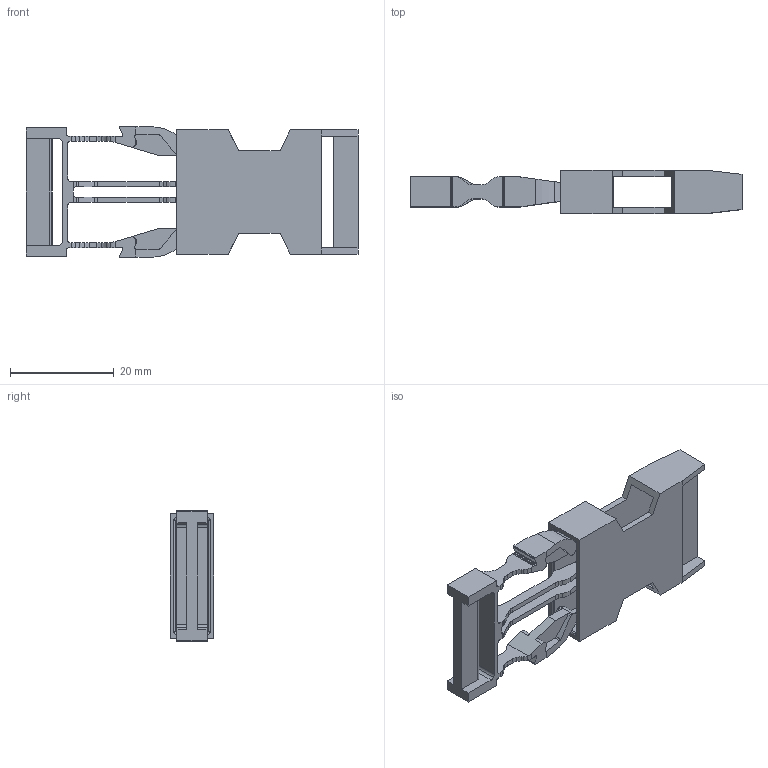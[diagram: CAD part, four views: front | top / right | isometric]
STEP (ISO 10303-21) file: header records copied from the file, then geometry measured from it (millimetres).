
FILE_DESCRIPTION(('STEP AP214'),'1');
FILE_NAME('Buckle_NewDesign_R19.stp','2018-06-14T05:05:31',(' '),(' '),'Spatial InterOp 3D',' ',' ');
FILE_SCHEMA(('AUTOMOTIVE_DESIGN { 1 0 10303 214 1 1 1 1 }'));
Length unit declared in the file: metre
Products named in the file (3): Buckle_NewDesign_R19; Male; Female
Assembly tree (2 placements, depth 2):
  Buckle_NewDesign_R19
    Male
    Female
Bounding box: 64.1 x 8.4 x 25.18 mm (x, y, z)
Volume: 3267.7 mm3; surface area: 5515 mm2
Topology: 2 solids, 2 shells, 269 faces, 820 edges, 540 vertices
Faces by surface type: cylinder 148, plane 115, torus 4, extrusion 2
Entity records: 11639 total; most frequent: CARTESIAN_POINT 1816, DIRECTION 1638, ORIENTED_EDGE 1632, EDGE_CURVE 816, AXIS2_PLACEMENT_3D 570, VERTEX_POINT 540, VECTOR 498, LINE 496
